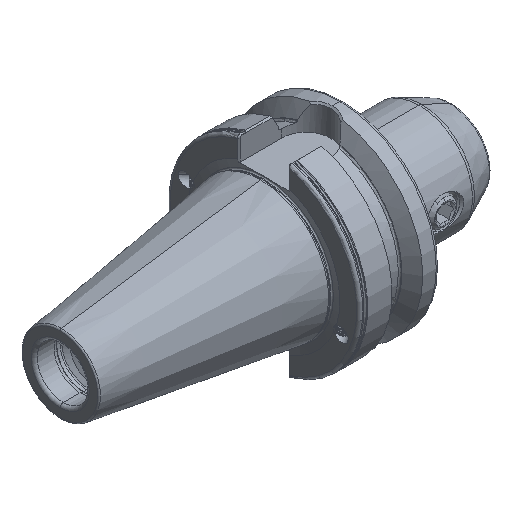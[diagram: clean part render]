
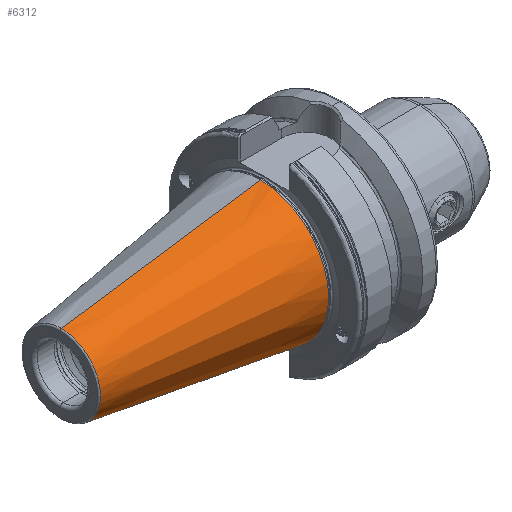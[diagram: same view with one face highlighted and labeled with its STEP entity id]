
A CAD part, isometric view. The second image highlights one B-rep face of the part: STEP entity #6312.
In plain terms, the highlighted conical face has half-angle 8.297 degrees and reference radius 22.24 mm.
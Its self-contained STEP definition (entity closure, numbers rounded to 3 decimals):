
#1581 = CARTESIAN_POINT ( 'NONE',  ( -0.9, 0., -22.24 ) ) ;
#1582 = DIRECTION ( 'NONE',  ( 0.99, 0., -0.144 ) ) ;
#1880 = CARTESIAN_POINT ( 'NONE',  ( -0.9, 0., 22.24 ) ) ;
#1912 = DIRECTION ( 'NONE',  ( 0.99, 0., 0.144 ) ) ;
#2614 = DIRECTION ( 'NONE',  ( 0., 0., -1. ) ) ;
#2617 = DIRECTION ( 'NONE',  ( 1., 0., 0. ) ) ;
#2626 = CARTESIAN_POINT ( 'NONE',  ( -65.972, 0., 0. ) ) ;
#4493 = AXIS2_PLACEMENT_3D ( 'NONE', #15366, #15362, #15400 ) ;
#4500 = AXIS2_PLACEMENT_3D ( 'NONE', #2626, #2617, #2614 ) ;
#4646 = VECTOR ( 'NONE', #1582, 1000. ) ;
#4665 = LINE ( 'NONE', #1581, #4646 ) ;
#4680 = LINE ( 'NONE', #1880, #4702 ) ;
#4702 = VECTOR ( 'NONE', #1912, 1000. ) ;
#4775 = CIRCLE ( 'NONE', #4493, 22.24 ) ;
#4807 = CIRCLE ( 'NONE', #4500, 12.75 ) ;
#6095 = CARTESIAN_POINT ( 'NONE',  ( -0.9, 0., -22.24 ) ) ;
#6312 = ADVANCED_FACE ( 'NONE', ( #11765 ), #11749, .T. ) ;
#7600 = VERTEX_POINT ( 'NONE', #13856 ) ;
#7690 = VERTEX_POINT ( 'NONE', #13890 ) ;
#7769 = VERTEX_POINT ( 'NONE', #13874 ) ;
#7834 = VERTEX_POINT ( 'NONE', #6095 ) ;
#7869 = DIRECTION ( 'NONE',  ( 0., 0., -1. ) ) ;
#7872 = CARTESIAN_POINT ( 'NONE',  ( -0.9, 0., 0. ) ) ;
#7874 = DIRECTION ( 'NONE',  ( 1., 0., 0. ) ) ;
#10912 = EDGE_LOOP ( 'NONE', ( #17972, #11101, #11135, #11082 ) ) ;
#11082 = ORIENTED_EDGE ( 'NONE', *, *, #19141, .F. ) ;
#11101 = ORIENTED_EDGE ( 'NONE', *, *, #19108, .T. ) ;
#11135 = ORIENTED_EDGE ( 'NONE', *, *, #18830, .T. ) ;
#11749 = CONICAL_SURFACE ( 'NONE', #16120, 22.24, 0.145 ) ;
#11765 = FACE_OUTER_BOUND ( 'NONE', #10912, .T. ) ;
#13856 = CARTESIAN_POINT ( 'NONE',  ( -65.972, 0., -12.75 ) ) ;
#13874 = CARTESIAN_POINT ( 'NONE',  ( -65.972, 0., 12.75 ) ) ;
#13890 = CARTESIAN_POINT ( 'NONE',  ( -0.9, 0., 22.24 ) ) ;
#15362 = DIRECTION ( 'NONE',  ( 1., 0., 0. ) ) ;
#15366 = CARTESIAN_POINT ( 'NONE',  ( -0.9, 0., 0. ) ) ;
#15400 = DIRECTION ( 'NONE',  ( 0., 0., -1. ) ) ;
#16120 = AXIS2_PLACEMENT_3D ( 'NONE', #7872, #7874, #7869 ) ;
#17972 = ORIENTED_EDGE ( 'NONE', *, *, #18919, .F. ) ;
#18830 = EDGE_CURVE ( 'NONE', #7600, #7834, #4665, .T. ) ;
#18919 = EDGE_CURVE ( 'NONE', #7769, #7690, #4680, .T. ) ;
#19108 = EDGE_CURVE ( 'NONE', #7769, #7600, #4807, .T. ) ;
#19141 = EDGE_CURVE ( 'NONE', #7690, #7834, #4775, .T. ) ;
